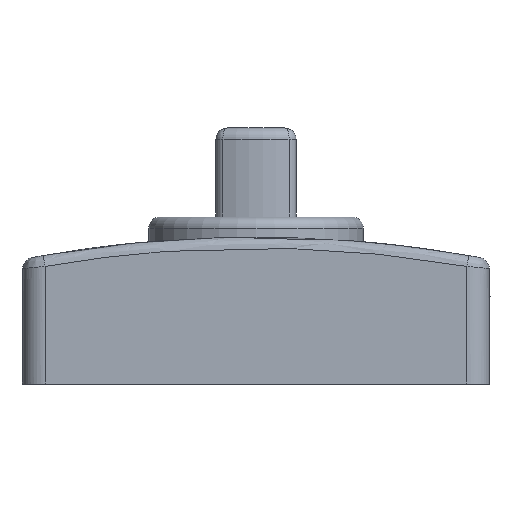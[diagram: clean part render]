
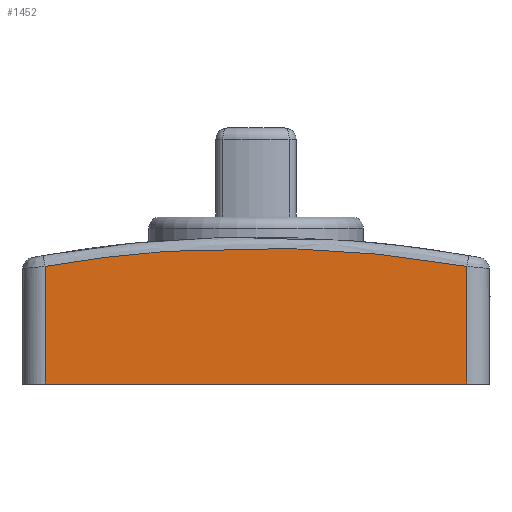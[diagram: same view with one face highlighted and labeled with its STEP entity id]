
A CAD part, left-side view. The second image highlights one B-rep face of the part: STEP entity #1452.
In plain terms, the highlighted face is planar.
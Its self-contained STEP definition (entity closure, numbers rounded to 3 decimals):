
#36=ELLIPSE('',#1583,109.738,109.726);
#116=LINE('',#2898,#196);
#118=LINE('',#2904,#198);
#119=LINE('',#2905,#199);
#196=VECTOR('',#1892,10.568);
#198=VECTOR('',#1898,10.568);
#199=VECTOR('',#1899,37.9);
#248=PLANE('',#1587);
#419=FACE_OUTER_BOUND('',#538,.T.);
#538=EDGE_LOOP('',(#1206,#1207,#1208,#1209));
#753=VERTEX_POINT('',#2824);
#755=VERTEX_POINT('',#2857);
#756=VERTEX_POINT('',#2897);
#758=VERTEX_POINT('',#2903);
#916=EDGE_CURVE('',#755,#753,#36,.T.);
#920=EDGE_CURVE('',#753,#756,#116,.T.);
#923=EDGE_CURVE('',#758,#755,#118,.T.);
#924=EDGE_CURVE('',#758,#756,#119,.T.);
#1206=ORIENTED_EDGE('',*,*,#916,.F.);
#1207=ORIENTED_EDGE('',*,*,#923,.F.);
#1208=ORIENTED_EDGE('',*,*,#924,.T.);
#1209=ORIENTED_EDGE('',*,*,#920,.F.);
#1452=ADVANCED_FACE('',(#419),#248,.T.);
#1583=AXIS2_PLACEMENT_3D('',#2859,#1886,#1887);
#1587=AXIS2_PLACEMENT_3D('',#2902,#1896,#1897);
#1886=DIRECTION('center_axis',(0.,1.,-0.015));
#1887=DIRECTION('ref_axis',(0.,0.015,1.));
#1892=DIRECTION('',(0.,-0.015,-1.));
#1896=DIRECTION('center_axis',(0.,-1.,0.015));
#1897=DIRECTION('ref_axis',(0.,-0.015,-1.));
#1898=DIRECTION('',(0.,0.015,1.));
#1899=DIRECTION('',(1.,0.,0.));
#2824=CARTESIAN_POINT('',(18.95,-70.84,10.566));
#2857=CARTESIAN_POINT('',(-18.95,-70.84,10.566));
#2859=CARTESIAN_POINT('Origin',(0.,-72.477,
-97.51));
#2897=CARTESIAN_POINT('',(18.95,-71.,0.));
#2898=CARTESIAN_POINT('',(18.95,-70.849,9.941));
#2902=CARTESIAN_POINT('Origin',(0.,-70.8,13.2));
#2903=CARTESIAN_POINT('',(-18.95,-71.,0.));
#2904=CARTESIAN_POINT('',(-18.95,-70.849,9.941));
#2905=CARTESIAN_POINT('',(0.,-71.,0.));
